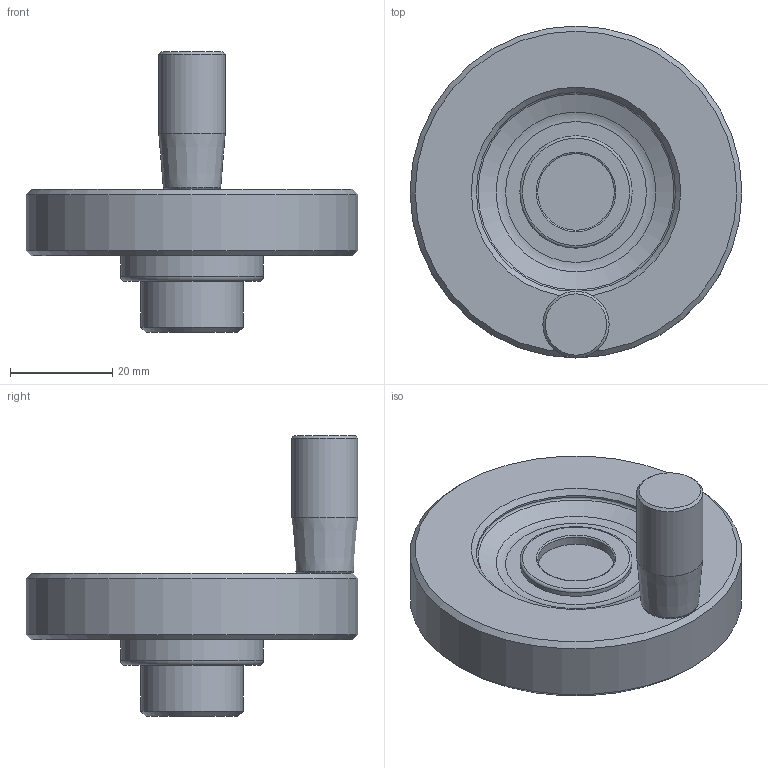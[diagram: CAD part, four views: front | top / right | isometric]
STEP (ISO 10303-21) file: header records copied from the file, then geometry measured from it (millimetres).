
FILE_DESCRIPTION( ( 'Unknown' ), '1' );
FILE_NAME( '7102002_VPRA065_M.stp', 'Unknown', ( 'Unknown' ), ( 'Unknown' ), 'PSStep 11.0', 'Unknown', ' ' );
FILE_SCHEMA( ( 'AUTOMOTIVE_DESIGN { 1 0 10303 214 1 1 1 1 }' ) );
Length unit declared in the file: millimetre
Products named in the file (1): 1831090
Bounding box: 65 x 65 x 55 mm (x, y, z)
Volume: 44154.9 mm3; surface area: 12797 mm2
Topology: 1 solids, 2 shells, 89 faces, 207 edges, 125 vertices
Faces by surface type: plane 29, bspline 18, cone 15, cylinder 14, torus 13
Full cylindrical faces by diameter (mm): 3.1 x1, 4 x1, 4.917 x1, 5.1 x1, 8 x1, 13 x1, 15 x1, 20 x1, 22 x1, 28 x1, 39 x1, 65 x1
Entity records: 5906 total; most frequent: CARTESIAN_POINT 3462, DIRECTION 346, ORIENTED_EDGE 316, EDGE_CURVE 158, AXIS2_PLACEMENT_3D 152, EDGE_LOOP 130, VERTEX_POINT 114, FACE_OUTER_BOUND 108
